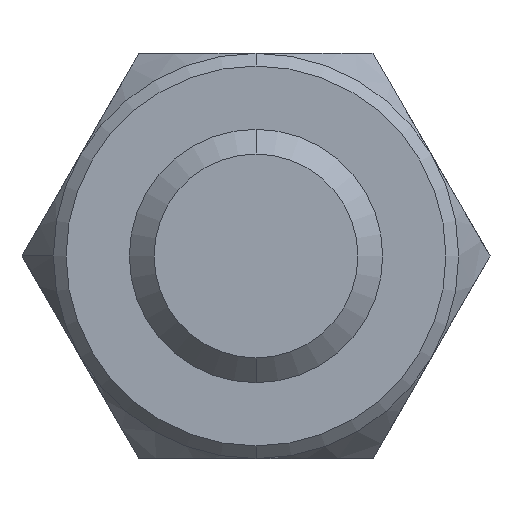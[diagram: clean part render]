
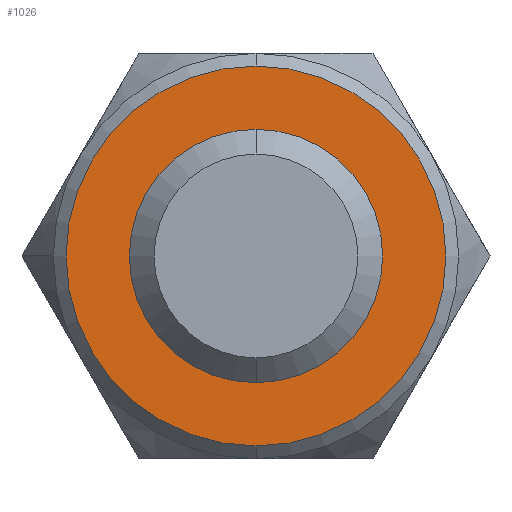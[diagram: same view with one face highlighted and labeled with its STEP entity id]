
A CAD part, front view. The second image highlights one B-rep face of the part: STEP entity #1026.
In plain terms, the highlighted planar face has unit normal (0, -1, 0).
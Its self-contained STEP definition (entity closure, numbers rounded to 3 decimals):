
#152 = CARTESIAN_POINT ( 'NONE',  ( 0., 7., 3.6 ) ) ;
#185 = DIRECTION ( 'NONE',  ( 0., 1., 0. ) ) ;
#252 = DIRECTION ( 'NONE',  ( 0., -1., 0. ) ) ;
#280 = PLANE ( 'NONE',  #1322 ) ;
#315 = AXIS2_PLACEMENT_3D ( 'NONE', #620, #1224, #317 ) ;
#317 = DIRECTION ( 'NONE',  ( 0., 0., -1. ) ) ;
#319 = ORIENTED_EDGE ( 'NONE', *, *, #1874, .T. ) ;
#347 = CIRCLE ( 'NONE', #937, 7.5 ) ;
#361 = CARTESIAN_POINT ( 'NONE',  ( 0., 7., 7.5 ) ) ;
#408 = DIRECTION ( 'NONE',  ( 0., 0., -1. ) ) ;
#416 = VERTEX_POINT ( 'NONE', #361 ) ;
#493 = VERTEX_POINT ( 'NONE', #1574 ) ;
#550 = DIRECTION ( 'NONE',  ( 0., 0., 1. ) ) ;
#604 = EDGE_LOOP ( 'NONE', ( #1258, #319 ) ) ;
#620 = CARTESIAN_POINT ( 'NONE',  ( 0., 7., 0. ) ) ;
#695 = VERTEX_POINT ( 'NONE', #152 ) ;
#899 = DIRECTION ( 'NONE',  ( 0., -1., 0. ) ) ;
#937 = AXIS2_PLACEMENT_3D ( 'NONE', #1017, #252, #408 ) ;
#1017 = CARTESIAN_POINT ( 'NONE',  ( 0., 7., 0. ) ) ;
#1026 = ADVANCED_FACE ( 'NONE', ( #1495, #1373 ), #280, .T. ) ;
#1194 = ORIENTED_EDGE ( 'NONE', *, *, #1746, .T. ) ;
#1224 = DIRECTION ( 'NONE',  ( 0., -1., 0. ) ) ;
#1258 = ORIENTED_EDGE ( 'NONE', *, *, #1941, .T. ) ;
#1265 = VERTEX_POINT ( 'NONE', #1544 ) ;
#1288 = CARTESIAN_POINT ( 'NONE',  ( 0., 7., 0. ) ) ;
#1322 = AXIS2_PLACEMENT_3D ( 'NONE', #1790, #899, #1937 ) ;
#1361 = ORIENTED_EDGE ( 'NONE', *, *, #1918, .T. ) ;
#1373 = FACE_BOUND ( 'NONE', #604, .T. ) ;
#1443 = DIRECTION ( 'NONE',  ( 0., 1., 0. ) ) ;
#1495 = FACE_OUTER_BOUND ( 'NONE', #1841, .T. ) ;
#1506 = CIRCLE ( 'NONE', #1778, 3.6 ) ;
#1544 = CARTESIAN_POINT ( 'NONE',  ( 0., 7., -7.5 ) ) ;
#1562 = DIRECTION ( 'NONE',  ( 0., 0., 1. ) ) ;
#1569 = CARTESIAN_POINT ( 'NONE',  ( 0., 7., 0. ) ) ;
#1574 = CARTESIAN_POINT ( 'NONE',  ( 0., 7., -3.6 ) ) ;
#1614 = CIRCLE ( 'NONE', #1888, 3.6 ) ;
#1746 = EDGE_CURVE ( 'NONE', #1265, #416, #1912, .T. ) ;
#1778 = AXIS2_PLACEMENT_3D ( 'NONE', #1288, #1443, #550 ) ;
#1790 = CARTESIAN_POINT ( 'NONE',  ( 0., 7., 0. ) ) ;
#1841 = EDGE_LOOP ( 'NONE', ( #1361, #1194 ) ) ;
#1874 = EDGE_CURVE ( 'NONE', #493, #695, #1614, .T. ) ;
#1888 = AXIS2_PLACEMENT_3D ( 'NONE', #1569, #185, #1562 ) ;
#1912 = CIRCLE ( 'NONE', #315, 7.5 ) ;
#1918 = EDGE_CURVE ( 'NONE', #416, #1265, #347, .T. ) ;
#1937 = DIRECTION ( 'NONE',  ( 0., 0., -1. ) ) ;
#1941 = EDGE_CURVE ( 'NONE', #695, #493, #1506, .T. ) ;
